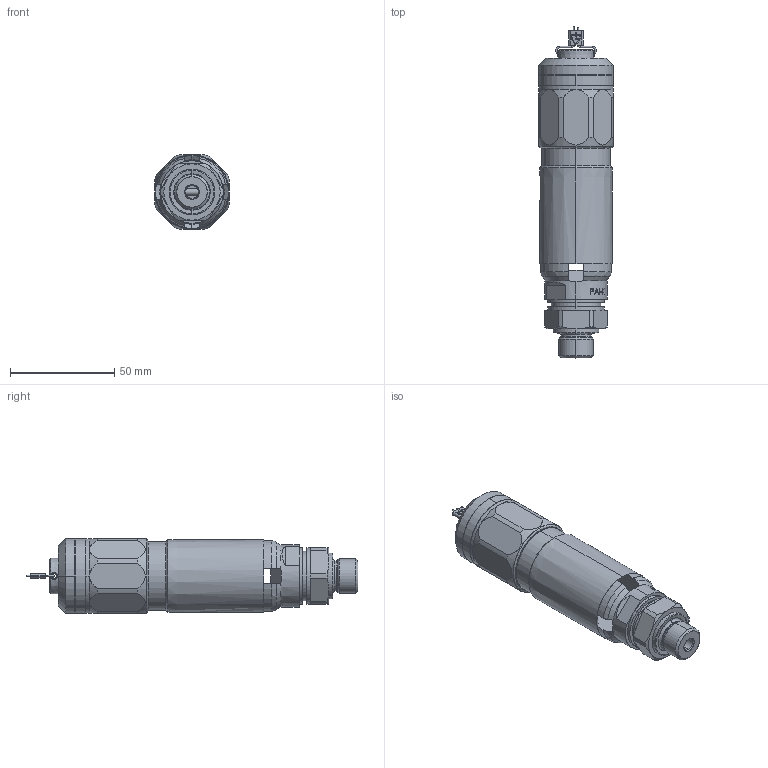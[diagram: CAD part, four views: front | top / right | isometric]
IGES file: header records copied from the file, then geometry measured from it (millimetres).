
Start section: SolidWorks IGES file using analytic representation for surfaces
Global section: file name: 492sGK_10_m_10.IGS; native system: SolidWorks 2016; preprocessor: SolidWorks 2016; author: Stavrianos; date: 180305.140203; units: millimetre
Bounding box: 36 x 159.42 x 36 mm (x, y, z)
Surface area: 23450 mm2 (no closed solid volume)
Topology: 0 solids, 0 shells, 272 faces, 4157 edges, 4157 vertices
Faces by surface type: bspline 140, revolution 132
